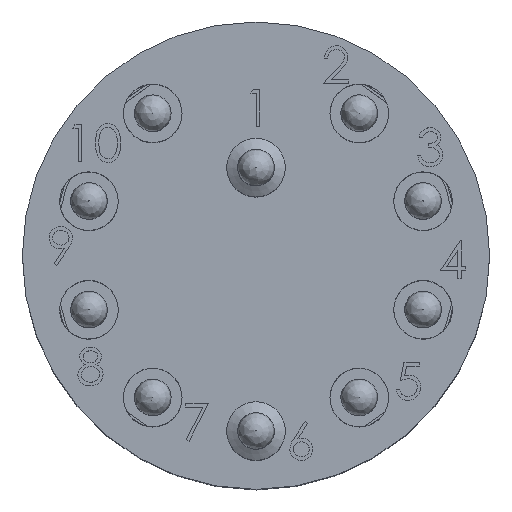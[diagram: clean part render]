
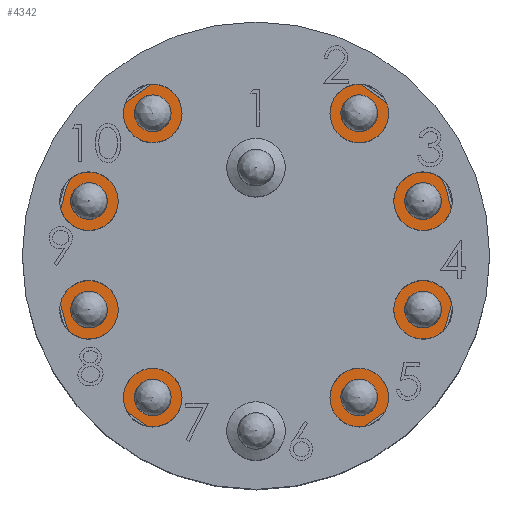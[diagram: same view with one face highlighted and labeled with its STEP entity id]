
A CAD part, top view. The second image highlights one B-rep face of the part: STEP entity #4342.
In plain terms, the highlighted planar face has unit normal (0, 0, -1).
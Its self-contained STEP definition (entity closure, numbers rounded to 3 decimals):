
#275=FACE_BOUND('',#1351,.T.);
#1092=FACE_OUTER_BOUND('',#1350,.T.);
#1350=EDGE_LOOP('',(#3706,#3707));
#1351=EDGE_LOOP('',(#3708,#3709));
#1524=CIRCLE('',#4651,10.947);
#1525=CIRCLE('',#4652,10.947);
#1541=CIRCLE('',#4674,6.35);
#1542=CIRCLE('',#4675,6.35);
#1952=VERTEX_POINT('',#11580);
#1953=VERTEX_POINT('',#11582);
#1966=VERTEX_POINT('',#11620);
#1967=VERTEX_POINT('',#11621);
#2541=EDGE_CURVE('',#1953,#1952,#1524,.T.);
#2542=EDGE_CURVE('',#1952,#1953,#1525,.T.);
#2560=EDGE_CURVE('',#1966,#1967,#1541,.T.);
#2561=EDGE_CURVE('',#1967,#1966,#1542,.T.);
#3706=ORIENTED_EDGE('',*,*,#2541,.T.);
#3707=ORIENTED_EDGE('',*,*,#2542,.T.);
#3708=ORIENTED_EDGE('',*,*,#2560,.T.);
#3709=ORIENTED_EDGE('',*,*,#2561,.T.);
#3893=PLANE('',#4677);
#4342=ADVANCED_FACE('',(#1092,#275),#3893,.F.);
#4651=AXIS2_PLACEMENT_3D('',#11583,#5524,#5525);
#4652=AXIS2_PLACEMENT_3D('',#11584,#5526,#5527);
#4674=AXIS2_PLACEMENT_3D('',#11622,#5572,#5573);
#4675=AXIS2_PLACEMENT_3D('',#11623,#5574,#5575);
#4677=AXIS2_PLACEMENT_3D('',#11627,#5580,#5581);
#5524=DIRECTION('center_axis',(0.,0.,
-1.));
#5525=DIRECTION('ref_axis',(-1.,0.,0.));
#5526=DIRECTION('center_axis',(0.,0.,
-1.));
#5527=DIRECTION('ref_axis',(-1.,0.,0.));
#5572=DIRECTION('center_axis',(0.,0.,
1.));
#5573=DIRECTION('ref_axis',(-1.,0.,0.));
#5574=DIRECTION('center_axis',(0.,0.,
1.));
#5575=DIRECTION('ref_axis',(-1.,0.,0.));
#5580=DIRECTION('center_axis',(0.,0.,
1.));
#5581=DIRECTION('ref_axis',(-1.,0.,0.));
#11580=CARTESIAN_POINT('',(10.947,0.,-15.875));
#11582=CARTESIAN_POINT('',(-10.947,0.,-15.875));
#11583=CARTESIAN_POINT('Origin',(0.,0.,
-15.875));
#11584=CARTESIAN_POINT('Origin',(0.,0.,
-15.875));
#11620=CARTESIAN_POINT('',(-6.35,0.,-15.875));
#11621=CARTESIAN_POINT('',(6.35,0.,-15.875));
#11622=CARTESIAN_POINT('Origin',(0.,0.,
-15.875));
#11623=CARTESIAN_POINT('Origin',(0.,0.,
-15.875));
#11627=CARTESIAN_POINT('Origin',(0.,-11.074,-15.875));
